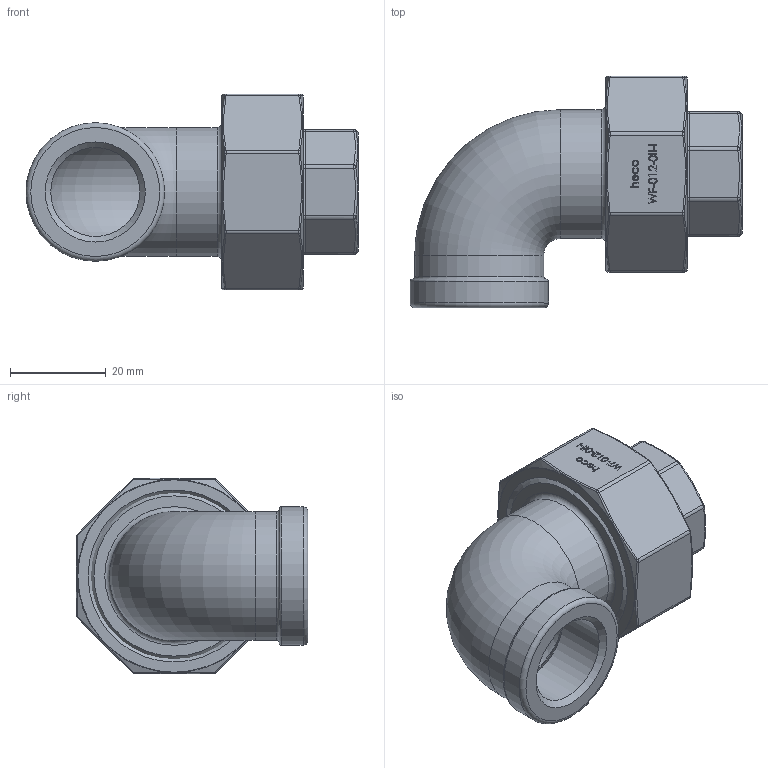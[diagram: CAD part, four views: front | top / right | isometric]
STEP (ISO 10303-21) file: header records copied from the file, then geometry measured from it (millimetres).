
FILE_DESCRIPTION (( 'STEP AP214' ), '1' );
FILE_NAME ('WF-012-0II-I Winkelverschraubung flach 2202.STEP', '2022-02-16T11:41:40', ( '' ), ( '' ), 'SwSTEP 2.0', 'SolidWorks 2019', '' );
FILE_SCHEMA (( 'AUTOMOTIVE_DESIGN' ));
Length unit declared in the file: millimetre
Products named in the file (1): WF-012-0II-I Winkelverschraubung flach 2202
Bounding box: 69.5 x 48.5 x 41 mm (x, y, z)
Volume: 32304.9 mm3; surface area: 20295.5 mm2
Topology: 4 solids, 4 shells, 306 faces, 733 edges, 460 vertices
Faces by surface type: plane 122, bspline 109, cylinder 38, torus 27, cone 10
Full cylindrical faces by diameter (mm): 18.631 x1, 18.64 x1, 22 x2, 23 x1, 27 x2, 29 x1, 29.5 x1, 30 x1, 33.5 x2, 33.84 x1, 36 x1
Entity records: 16768 total; most frequent: CARTESIAN_POINT 7193, ORIENTED_EDGE 1354, DIRECTION 993, EDGE_CURVE 677, VERTEX_POINT 447, EDGE_LOOP 382, FACE_OUTER_BOUND 339, AXIS2_PLACEMENT_3D 335
